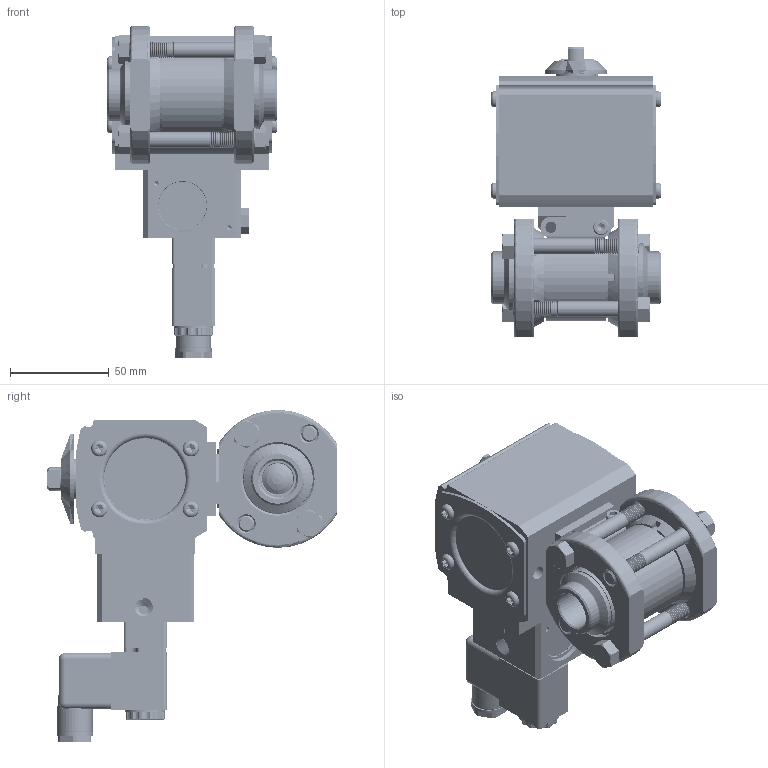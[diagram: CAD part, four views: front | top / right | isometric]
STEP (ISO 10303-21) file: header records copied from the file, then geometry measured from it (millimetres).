
FILE_DESCRIPTION (( 'STEP AP203' ), '1' );
FILE_NAME ('26XXTSWSA512D4GPDS.step', '2018-09-05T12:14:03', ( '' ), ( '' ), 'SwSTEP 2.0', 'SolidWorks 2018', '' );
FILE_SCHEMA (( 'CONFIG_CONTROL_DESIGN' ));
Length unit declared in the file: inch
Products named in the file (1): 26XXTSWSA512D4GPDS
Bounding box: 86.49 x 146.65 x 168.3 mm (x, y, z)
Volume: 474714.8 mm3; surface area: 180221.2 mm2
Topology: 51 solids, 51 shells, 4015 faces, 10442 edges, 6484 vertices
Faces by surface type: cylinder 1778, cone 1204, plane 666, torus 197, bspline 164, sphere 6
Entity records: 183724 total; most frequent: CARTESIAN_POINT 88680, ORIENTED_EDGE 20540, DIRECTION 20051, EDGE_CURVE 10270, AXIS2_PLACEMENT_3D 8096, VERTEX_POINT 6480, EDGE_LOOP 4284, CIRCLE 4244
